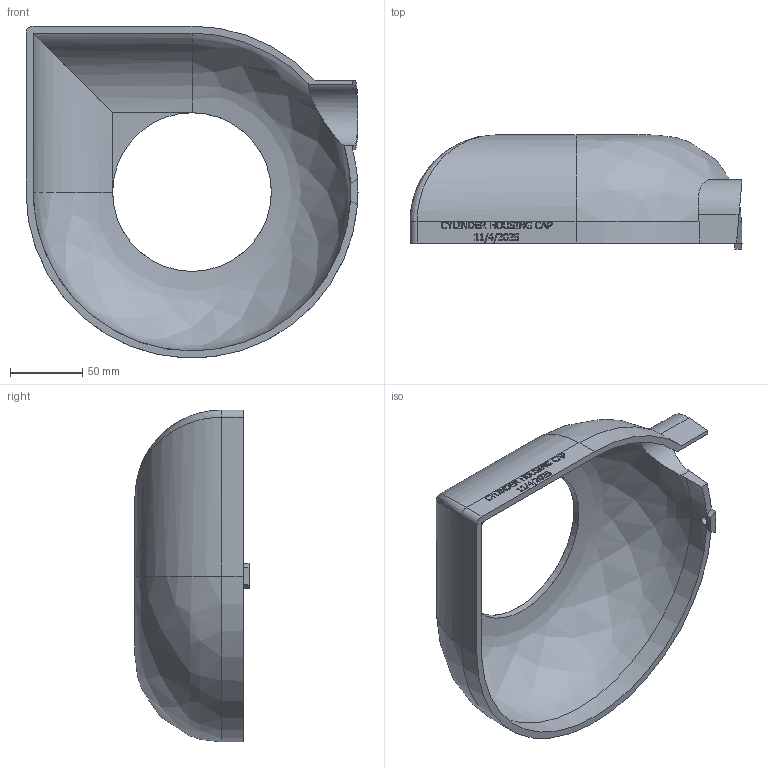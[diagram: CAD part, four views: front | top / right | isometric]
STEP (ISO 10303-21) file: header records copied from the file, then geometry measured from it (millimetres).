
FILE_DESCRIPTION(/* description */ (''),/* implementation_level */ '2;1');
FILE_NAME(/* name */ 'Cylinder Housing Cap.stp',/* time_stamp */ '2025-11-04T14:35:01-05:00',/* author */ ('mumin'),/* organization */ (''),/* preprocessor_version */ 'ST-DEVELOPER v20',/* originating_system */ 'Autodesk Inventor 2025',/* authorisation */ '');
FILE_SCHEMA (('AUTOMOTIVE_DESIGN { 1 0 10303 214 3 1 1 }'));
Length unit declared in the file: millimetre
Products named in the file (1): Cylinder Housing_cap_3
Bounding box: 230 x 79 x 229.91 mm (x, y, z)
Volume: 327487.5 mm3; surface area: 141896 mm2
Topology: 1 solids, 1 shells, 434 faces, 1186 edges, 786 vertices
Faces by surface type: plane 259, bspline 160, cylinder 15
Full cylindrical faces by diameter (mm): 5.5 x1, 109.9 x1
Entity records: 15105 total; most frequent: CARTESIAN_POINT 5144, ORIENTED_EDGE 2368, DIRECTION 1445, EDGE_CURVE 1184, LINE 829, VECTOR 829, VERTEX_POINT 786, EDGE_LOOP 472
